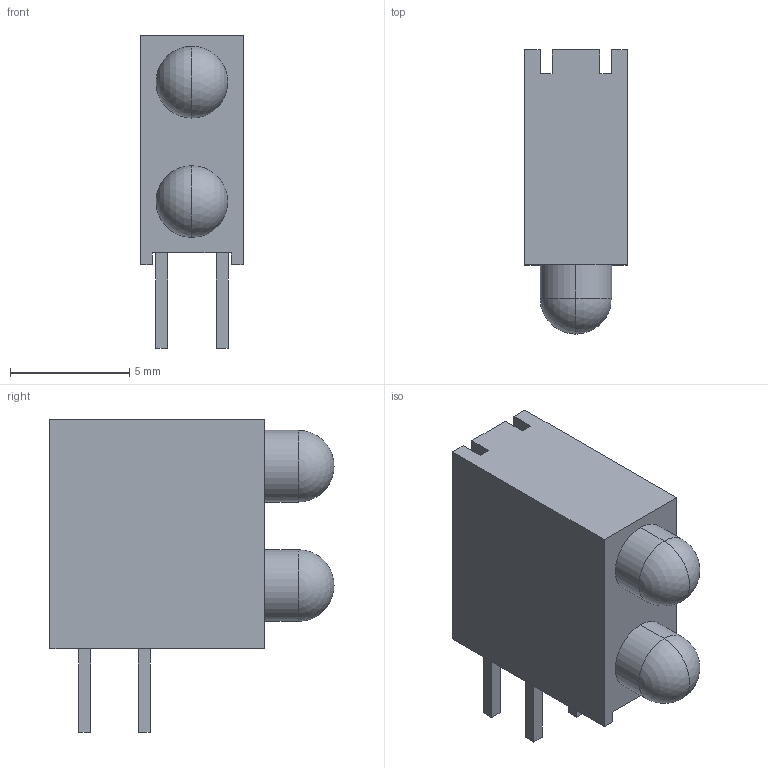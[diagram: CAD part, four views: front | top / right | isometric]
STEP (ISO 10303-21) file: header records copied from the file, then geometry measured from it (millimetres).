
FILE_DESCRIPTION (( 'STEP AP214' ), '1' );
FILE_NAME ('LED-TH_MHK2396YGBTD.step', '2022-07-08T13:27:15', ( '' ), ( '' ), 'SwSTEP 2.0', 'SolidWorks 2020', '' );
FILE_SCHEMA (( 'AUTOMOTIVE_DESIGN' ));
Length unit declared in the file: millimetre
Products named in the file (1): LED-TH_MHK2396YGBTD
Bounding box: 4.31 x 11.9 x 13.1 mm (x, y, z)
Volume: 385.5 mm3; surface area: 445.7 mm2
Topology: 1 solids, 1 shells, 328 faces, 888 edges, 590 vertices
Faces by surface type: plane 208, bspline 112, sphere 4, cylinder 4
Entity records: 13904 total; most frequent: CARTESIAN_POINT 3511, ORIENTED_EDGE 1760, DIRECTION 1055, EDGE_CURVE 880, LINE 597, VECTOR 597, VERTEX_POINT 586, EDGE_LOOP 360
